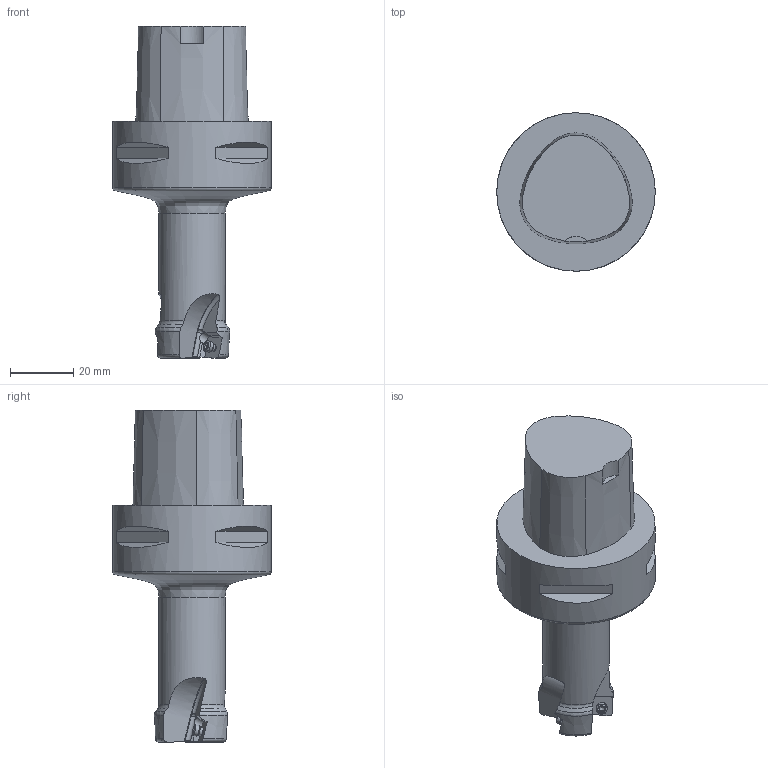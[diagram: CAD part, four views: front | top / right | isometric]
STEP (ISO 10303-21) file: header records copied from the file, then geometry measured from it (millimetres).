
FILE_DESCRIPTION(('Open CASCADE Model'),'2;1');
FILE_NAME('Open CASCADE Shape Model','2021-07-27T18:09:17',( 'Analysis Situs'),('Analysis Situs'), 'Open CASCADE STEP processor 7.4','Analysis Situs 1.0.0','Unknown');
FILE_SCHEMA(('AUTOMOTIVE_DESIGN { 1 0 10303 214 1 1 1 1 }'));
Length unit declared in the file: millimetre
Products named in the file (1): Open CASCADE STEP translator 7.4 3
Bounding box: 50 x 50 x 104.72 mm (x, y, z)
Volume: 88001.9 mm3; surface area: 14340.9 mm2
Topology: 1 solids, 1 shells, 221 faces, 595 edges, 381 vertices
Faces by surface type: plane 94, cone 40, extrusion 36, torus 23, cylinder 15, bspline 6, sphere 6, revolution 1
Full cylindrical faces by diameter (mm): 2.5 x3, 3.45 x3, 21 x1, 50 x1
Entity records: 26994 total; most frequent: CARTESIAN_POINT 16289, DIRECTION 1717, ORIENTED_EDGE 1178, PCURVE 1178, DEFINITIONAL_REPRESENTATION 1178, VECTOR 765, LINE 729, B_SPLINE_CURVE_WITH_KNOTS 642
